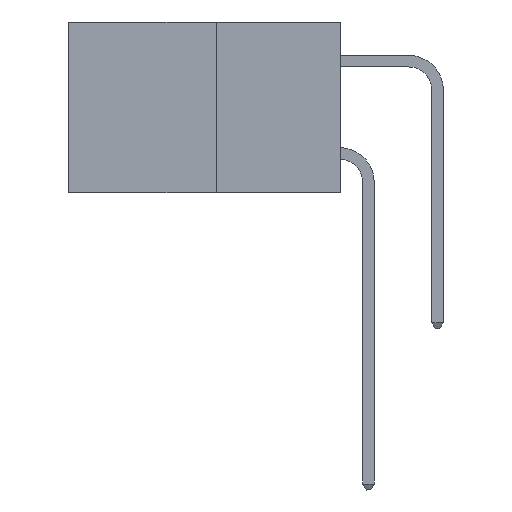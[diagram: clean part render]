
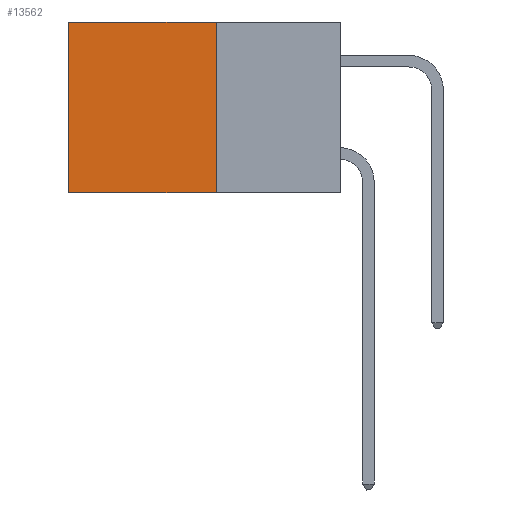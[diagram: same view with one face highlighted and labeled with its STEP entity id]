
A CAD part, left-side view. The second image highlights one B-rep face of the part: STEP entity #13562.
In plain terms, the highlighted planar face has unit normal (-1, 0, 0).
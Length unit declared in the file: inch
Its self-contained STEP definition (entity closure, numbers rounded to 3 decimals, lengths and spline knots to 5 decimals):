
#888 = VERTEX_POINT ( 'NONE', #12911 ) ;
#1330 = LINE ( 'NONE', #9038, #13248 ) ;
#1358 = DIRECTION ( 'NONE',  ( 0., 0., -1. ) ) ;
#1375 = LINE ( 'NONE', #8786, #4190 ) ;
#1664 = LINE ( 'NONE', #11323, #10831 ) ;
#1782 = ORIENTED_EDGE ( 'NONE', *, *, #7136, .F. ) ;
#1813 = DIRECTION ( 'NONE',  ( 0., 0., -1. ) ) ;
#2288 = EDGE_CURVE ( 'NONE', #6395, #888, #1330, .T. ) ;
#2547 = AXIS2_PLACEMENT_3D ( 'NONE', #12030, #4899, #13168 ) ;
#4190 = VECTOR ( 'NONE', #8762, 39.37008 ) ;
#4800 = CARTESIAN_POINT ( 'NONE',  ( 0.277, 0.59, -0.37 ) ) ;
#4899 = DIRECTION ( 'NONE',  ( 1., 0., 0. ) ) ;
#4982 = EDGE_CURVE ( 'NONE', #6395, #5206, #11365, .T. ) ;
#5206 = VERTEX_POINT ( 'NONE', #8556 ) ;
#5675 = FACE_OUTER_BOUND ( 'NONE', #11429, .T. ) ;
#6395 = VERTEX_POINT ( 'NONE', #14958 ) ;
#7136 = EDGE_CURVE ( 'NONE', #888, #8813, #1375, .T. ) ;
#8556 = CARTESIAN_POINT ( 'NONE',  ( 0.277, 0.59, 0. ) ) ;
#8762 = DIRECTION ( 'NONE',  ( 0., 1., 0. ) ) ;
#8786 = CARTESIAN_POINT ( 'NONE',  ( 0.277, 0.27, -0.37 ) ) ;
#8813 = VERTEX_POINT ( 'NONE', #4800 ) ;
#9038 = CARTESIAN_POINT ( 'NONE',  ( 0.277, 0.27, -0.37 ) ) ;
#9564 = EDGE_CURVE ( 'NONE', #5206, #8813, #1664, .T. ) ;
#10831 = VECTOR ( 'NONE', #1813, 39.37008 ) ;
#11323 = CARTESIAN_POINT ( 'NONE',  ( 0.277, 0.59, -0.37 ) ) ;
#11365 = LINE ( 'NONE', #13628, #14087 ) ;
#11429 = EDGE_LOOP ( 'NONE', ( #14934, #1782, #12312, #13323 ) ) ;
#12030 = CARTESIAN_POINT ( 'NONE',  ( 0.277, 0.27, -0.37 ) ) ;
#12312 = ORIENTED_EDGE ( 'NONE', *, *, #2288, .F. ) ;
#12911 = CARTESIAN_POINT ( 'NONE',  ( 0.277, 0.27, -0.37 ) ) ;
#13168 = DIRECTION ( 'NONE',  ( 0., 0., -1. ) ) ;
#13248 = VECTOR ( 'NONE', #1358, 39.37008 ) ;
#13323 = ORIENTED_EDGE ( 'NONE', *, *, #4982, .T. ) ;
#13471 = DIRECTION ( 'NONE',  ( 0., 1., 0. ) ) ;
#13562 = ADVANCED_FACE ( 'NONE', ( #5675 ), #14282, .F. ) ;
#13628 = CARTESIAN_POINT ( 'NONE',  ( 0.277, 0.27, 0. ) ) ;
#14087 = VECTOR ( 'NONE', #13471, 39.37008 ) ;
#14282 = PLANE ( 'NONE',  #2547 ) ;
#14934 = ORIENTED_EDGE ( 'NONE', *, *, #9564, .T. ) ;
#14958 = CARTESIAN_POINT ( 'NONE',  ( 0.277, 0.27, 0. ) ) ;
